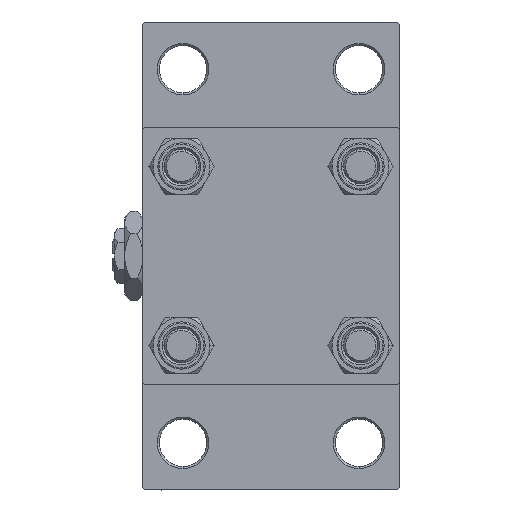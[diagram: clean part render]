
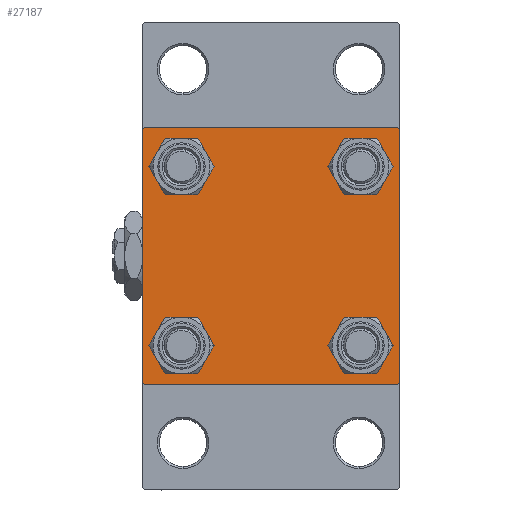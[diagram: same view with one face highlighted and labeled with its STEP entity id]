
A CAD part, left-side view. The second image highlights one B-rep face of the part: STEP entity #27187.
In plain terms, the highlighted planar face has unit normal (-1, 0, 0).
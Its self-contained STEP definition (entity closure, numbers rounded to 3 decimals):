
#927 = DIRECTION ( 'NONE',  ( 0., 0., 1. ) ) ;
#939 = VERTEX_POINT ( 'NONE', #30828 ) ;
#1039 = ORIENTED_EDGE ( 'NONE', *, *, #24748, .T. ) ;
#1116 = AXIS2_PLACEMENT_3D ( 'NONE', #17575, #24825, #14046 ) ;
#1572 = FACE_BOUND ( 'NONE', #40485, .T. ) ;
#1765 = VERTEX_POINT ( 'NONE', #37414 ) ;
#1816 = FACE_BOUND ( 'NONE', #4373, .T. ) ;
#1976 = EDGE_CURVE ( 'NONE', #48650, #9546, #9993, .T. ) ;
#2540 = ORIENTED_EDGE ( 'NONE', *, *, #4132, .T. ) ;
#3042 = CARTESIAN_POINT ( 'NONE',  ( 0., 29.75, -29.75 ) ) ;
#3491 = VECTOR ( 'NONE', #48852, 1000. ) ;
#4132 = EDGE_CURVE ( 'NONE', #47005, #23567, #16400, .T. ) ;
#4364 = ORIENTED_EDGE ( 'NONE', *, *, #10600, .T. ) ;
#4373 = EDGE_LOOP ( 'NONE', ( #39258, #9500 ) ) ;
#4749 = CARTESIAN_POINT ( 'NONE',  ( 0., -30., 29.5 ) ) ;
#5327 = VERTEX_POINT ( 'NONE', #7495 ) ;
#5599 = CARTESIAN_POINT ( 'NONE',  ( 0., 20.85, 20.85 ) ) ;
#6299 = AXIS2_PLACEMENT_3D ( 'NONE', #40909, #9859, #33177 ) ;
#6988 = VECTOR ( 'NONE', #12773, 1000. ) ;
#7064 = EDGE_CURVE ( 'NONE', #48650, #15587, #45501, .T. ) ;
#7091 = EDGE_LOOP ( 'NONE', ( #18284, #1039 ) ) ;
#7407 = VERTEX_POINT ( 'NONE', #31184 ) ;
#7495 = CARTESIAN_POINT ( 'NONE',  ( 0., 29.5, -30. ) ) ;
#7761 = DIRECTION ( 'NONE',  ( 0., 0.707, -0.707 ) ) ;
#8282 = CIRCLE ( 'NONE', #18657, 4.5 ) ;
#8594 = ORIENTED_EDGE ( 'NONE', *, *, #7064, .F. ) ;
#8937 = CARTESIAN_POINT ( 'NONE',  ( 0., 20.85, 16.35 ) ) ;
#9334 = FACE_BOUND ( 'NONE', #41369, .T. ) ;
#9500 = ORIENTED_EDGE ( 'NONE', *, *, #28599, .T. ) ;
#9546 = VERTEX_POINT ( 'NONE', #49017 ) ;
#9859 = DIRECTION ( 'NONE',  ( 1., 0., 0. ) ) ;
#9993 = LINE ( 'NONE', #17277, #33209 ) ;
#10600 = EDGE_CURVE ( 'NONE', #24637, #1765, #44565, .T. ) ;
#10758 = AXIS2_PLACEMENT_3D ( 'NONE', #33622, #41838, #29864 ) ;
#11384 = EDGE_CURVE ( 'NONE', #15755, #939, #39004, .T. ) ;
#11685 = CARTESIAN_POINT ( 'NONE',  ( 0., -30., 30. ) ) ;
#11835 = VERTEX_POINT ( 'NONE', #8937 ) ;
#12227 = DIRECTION ( 'NONE',  ( 1., 0., 0. ) ) ;
#12594 = CARTESIAN_POINT ( 'NONE',  ( 0., 0., 0. ) ) ;
#12773 = DIRECTION ( 'NONE',  ( 0., -1., 0. ) ) ;
#13724 = CARTESIAN_POINT ( 'NONE',  ( 0., -20.85, 25.35 ) ) ;
#14003 = DIRECTION ( 'NONE',  ( 0., 0.707, 0.707 ) ) ;
#14046 = DIRECTION ( 'NONE',  ( 0., 0., 1. ) ) ;
#14187 = CARTESIAN_POINT ( 'NONE',  ( 0., 29.5, 30. ) ) ;
#14837 = EDGE_LOOP ( 'NONE', ( #37046, #39748, #44568, #27389, #8594, #22477, #25899, #30106 ) ) ;
#15165 = CIRCLE ( 'NONE', #49536, 4.5 ) ;
#15587 = VERTEX_POINT ( 'NONE', #17867 ) ;
#15754 = CARTESIAN_POINT ( 'NONE',  ( 0., 20.85, -20.85 ) ) ;
#15755 = VERTEX_POINT ( 'NONE', #43091 ) ;
#16400 = CIRCLE ( 'NONE', #10758, 4.5 ) ;
#16546 = LINE ( 'NONE', #47082, #6988 ) ;
#17104 = FACE_OUTER_BOUND ( 'NONE', #14837, .T. ) ;
#17277 = CARTESIAN_POINT ( 'NONE',  ( 0., -29.75, 29.75 ) ) ;
#17575 = CARTESIAN_POINT ( 'NONE',  ( 0., -20.85, 20.85 ) ) ;
#17635 = DIRECTION ( 'NONE',  ( 0., 0., 1. ) ) ;
#17860 = CARTESIAN_POINT ( 'NONE',  ( 0., -20.85, -20.85 ) ) ;
#17867 = CARTESIAN_POINT ( 'NONE',  ( 0., -30., -29.5 ) ) ;
#18096 = VERTEX_POINT ( 'NONE', #37818 ) ;
#18284 = ORIENTED_EDGE ( 'NONE', *, *, #27985, .T. ) ;
#18657 = AXIS2_PLACEMENT_3D ( 'NONE', #5599, #20414, #17635 ) ;
#18806 = LINE ( 'NONE', #3042, #3491 ) ;
#19019 = DIRECTION ( 'NONE',  ( 0., 0., 1. ) ) ;
#20383 = DIRECTION ( 'NONE',  ( 0., 0., 1. ) ) ;
#20414 = DIRECTION ( 'NONE',  ( 1., 0., 0. ) ) ;
#21188 = LINE ( 'NONE', #40939, #32982 ) ;
#22452 = CARTESIAN_POINT ( 'NONE',  ( 0., 20.85, 20.85 ) ) ;
#22477 = ORIENTED_EDGE ( 'NONE', *, *, #1976, .T. ) ;
#23344 = ORIENTED_EDGE ( 'NONE', *, *, #48510, .T. ) ;
#23446 = VECTOR ( 'NONE', #7761, 1000. ) ;
#23567 = VERTEX_POINT ( 'NONE', #37938 ) ;
#23884 = DIRECTION ( 'NONE',  ( 1., 0., 0. ) ) ;
#24312 = EDGE_CURVE ( 'NONE', #29571, #15755, #34814, .T. ) ;
#24637 = VERTEX_POINT ( 'NONE', #27422 ) ;
#24748 = EDGE_CURVE ( 'NONE', #11835, #47746, #8282, .T. ) ;
#24825 = DIRECTION ( 'NONE',  ( 1., 0., 0. ) ) ;
#25254 = VERTEX_POINT ( 'NONE', #40529 ) ;
#25777 = EDGE_CURVE ( 'NONE', #939, #5327, #18806, .T. ) ;
#25839 = CARTESIAN_POINT ( 'NONE',  ( 0., 30., 30. ) ) ;
#25899 = ORIENTED_EDGE ( 'NONE', *, *, #33894, .F. ) ;
#26453 = EDGE_CURVE ( 'NONE', #5327, #18096, #16546, .T. ) ;
#27187 = ADVANCED_FACE ( 'NONE', ( #9334, #1572, #1816, #36621, #17104 ), #31648, .T. ) ;
#27389 = ORIENTED_EDGE ( 'NONE', *, *, #40762, .T. ) ;
#27422 = CARTESIAN_POINT ( 'NONE',  ( 0., -20.85, -16.35 ) ) ;
#27883 = DIRECTION ( 'NONE',  ( -1., 0., 0. ) ) ;
#27985 = EDGE_CURVE ( 'NONE', #47746, #11835, #30197, .T. ) ;
#28448 = DIRECTION ( 'NONE',  ( 0., -0.707, 0.707 ) ) ;
#28599 = EDGE_CURVE ( 'NONE', #25254, #7407, #40615, .T. ) ;
#29571 = VERTEX_POINT ( 'NONE', #14187 ) ;
#29864 = DIRECTION ( 'NONE',  ( 0., 0., 1. ) ) ;
#30106 = ORIENTED_EDGE ( 'NONE', *, *, #24312, .T. ) ;
#30197 = CIRCLE ( 'NONE', #37412, 4.5 ) ;
#30828 = CARTESIAN_POINT ( 'NONE',  ( 0., 30., -29.5 ) ) ;
#30837 = VECTOR ( 'NONE', #42236, 1000. ) ;
#31184 = CARTESIAN_POINT ( 'NONE',  ( 0., 20.85, -16.35 ) ) ;
#31648 = PLANE ( 'NONE',  #46987 ) ;
#31988 = CARTESIAN_POINT ( 'NONE',  ( 0., -20.85, -20.85 ) ) ;
#32235 = DIRECTION ( 'NONE',  ( 1., 0., 0. ) ) ;
#32665 = AXIS2_PLACEMENT_3D ( 'NONE', #15754, #12227, #19019 ) ;
#32982 = VECTOR ( 'NONE', #28448, 1000. ) ;
#33177 = DIRECTION ( 'NONE',  ( 0., 0., 1. ) ) ;
#33209 = VECTOR ( 'NONE', #14003, 1000. ) ;
#33476 = EDGE_CURVE ( 'NONE', #7407, #25254, #47867, .T. ) ;
#33622 = CARTESIAN_POINT ( 'NONE',  ( 0., -20.85, 20.85 ) ) ;
#33894 = EDGE_CURVE ( 'NONE', #29571, #9546, #44853, .T. ) ;
#34814 = LINE ( 'NONE', #42051, #23446 ) ;
#35239 = EDGE_CURVE ( 'NONE', #1765, #24637, #15165, .T. ) ;
#36621 = FACE_BOUND ( 'NONE', #7091, .T. ) ;
#37046 = ORIENTED_EDGE ( 'NONE', *, *, #11384, .T. ) ;
#37352 = DIRECTION ( 'NONE',  ( 0., -1., 0. ) ) ;
#37412 = AXIS2_PLACEMENT_3D ( 'NONE', #22452, #23884, #38913 ) ;
#37414 = CARTESIAN_POINT ( 'NONE',  ( 0., -20.85, -25.35 ) ) ;
#37818 = CARTESIAN_POINT ( 'NONE',  ( 0., -29.5, -30. ) ) ;
#37896 = CIRCLE ( 'NONE', #1116, 4.5 ) ;
#37938 = CARTESIAN_POINT ( 'NONE',  ( 0., -20.85, 16.35 ) ) ;
#38263 = CARTESIAN_POINT ( 'NONE',  ( 0., 30., 30. ) ) ;
#38913 = DIRECTION ( 'NONE',  ( 0., 0., 1. ) ) ;
#39004 = LINE ( 'NONE', #38263, #42204 ) ;
#39258 = ORIENTED_EDGE ( 'NONE', *, *, #33476, .T. ) ;
#39748 = ORIENTED_EDGE ( 'NONE', *, *, #25777, .T. ) ;
#39759 = AXIS2_PLACEMENT_3D ( 'NONE', #31988, #32235, #927 ) ;
#40126 = DIRECTION ( 'NONE',  ( 1., 0., 0. ) ) ;
#40485 = EDGE_LOOP ( 'NONE', ( #4364, #40989 ) ) ;
#40529 = CARTESIAN_POINT ( 'NONE',  ( 0., 20.85, -25.35 ) ) ;
#40615 = CIRCLE ( 'NONE', #32665, 4.5 ) ;
#40762 = EDGE_CURVE ( 'NONE', #18096, #15587, #21188, .T. ) ;
#40909 = CARTESIAN_POINT ( 'NONE',  ( 0., 20.85, -20.85 ) ) ;
#40939 = CARTESIAN_POINT ( 'NONE',  ( 0., -29.75, -29.75 ) ) ;
#40989 = ORIENTED_EDGE ( 'NONE', *, *, #35239, .T. ) ;
#41369 = EDGE_LOOP ( 'NONE', ( #2540, #23344 ) ) ;
#41838 = DIRECTION ( 'NONE',  ( 1., 0., 0. ) ) ;
#42051 = CARTESIAN_POINT ( 'NONE',  ( 0., 29.75, 29.75 ) ) ;
#42204 = VECTOR ( 'NONE', #45515, 1000. ) ;
#42236 = DIRECTION ( 'NONE',  ( 0., 0., -1. ) ) ;
#43091 = CARTESIAN_POINT ( 'NONE',  ( 0., 30., 29.5 ) ) ;
#44565 = CIRCLE ( 'NONE', #39759, 4.5 ) ;
#44568 = ORIENTED_EDGE ( 'NONE', *, *, #26453, .T. ) ;
#44621 = DIRECTION ( 'NONE',  ( 0., 0., 1. ) ) ;
#44853 = LINE ( 'NONE', #25839, #47084 ) ;
#45501 = LINE ( 'NONE', #11685, #30837 ) ;
#45515 = DIRECTION ( 'NONE',  ( 0., 0., -1. ) ) ;
#46987 = AXIS2_PLACEMENT_3D ( 'NONE', #12594, #27883, #20383 ) ;
#47005 = VERTEX_POINT ( 'NONE', #13724 ) ;
#47082 = CARTESIAN_POINT ( 'NONE',  ( 0., 30., -30. ) ) ;
#47084 = VECTOR ( 'NONE', #37352, 1000. ) ;
#47746 = VERTEX_POINT ( 'NONE', #49154 ) ;
#47867 = CIRCLE ( 'NONE', #6299, 4.5 ) ;
#48510 = EDGE_CURVE ( 'NONE', #23567, #47005, #37896, .T. ) ;
#48650 = VERTEX_POINT ( 'NONE', #4749 ) ;
#48852 = DIRECTION ( 'NONE',  ( 0., -0.707, -0.707 ) ) ;
#49017 = CARTESIAN_POINT ( 'NONE',  ( 0., -29.5, 30. ) ) ;
#49154 = CARTESIAN_POINT ( 'NONE',  ( 0., 20.85, 25.35 ) ) ;
#49536 = AXIS2_PLACEMENT_3D ( 'NONE', #17860, #40126, #44621 ) ;
